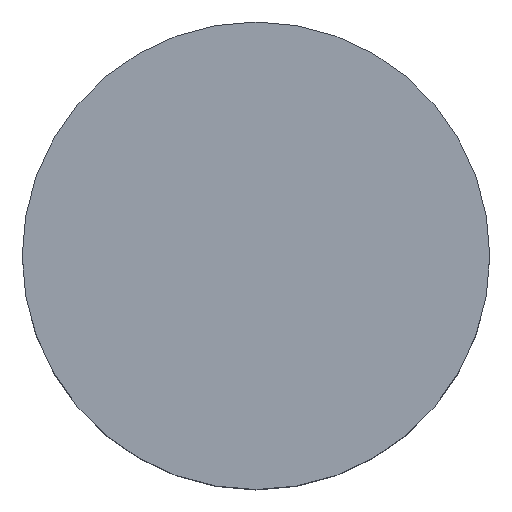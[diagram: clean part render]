
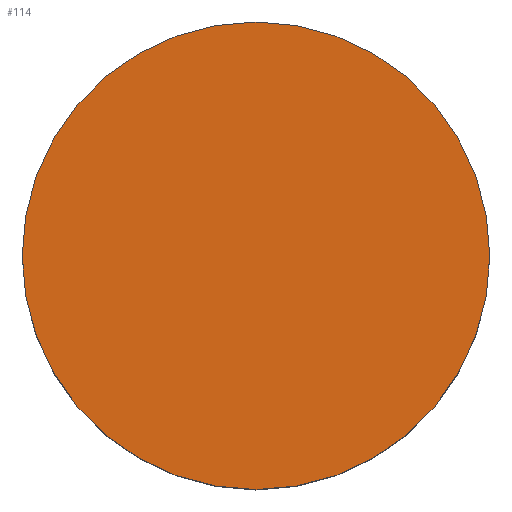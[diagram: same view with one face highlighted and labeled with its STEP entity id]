
A CAD part, top view. The second image highlights one B-rep face of the part: STEP entity #114.
In plain terms, the highlighted planar face has unit normal (0, 0, 1).
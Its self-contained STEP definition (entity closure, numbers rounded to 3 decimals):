
#8 = DIRECTION ( 'NONE',  ( 1., 0., 0. ) ) ;
#11 = CARTESIAN_POINT ( 'NONE',  ( 2., 0., 0. ) ) ;
#18 = CIRCLE ( 'NONE', #28, 2. ) ;
#28 = AXIS2_PLACEMENT_3D ( 'NONE', #143, #251, #8 ) ;
#30 = CARTESIAN_POINT ( 'NONE',  ( 0., 0., 0. ) ) ;
#48 = ORIENTED_EDGE ( 'NONE', *, *, #215, .T. ) ;
#85 = AXIS2_PLACEMENT_3D ( 'NONE', #87, #198, #89 ) ;
#87 = CARTESIAN_POINT ( 'NONE',  ( 0., 0., 0. ) ) ;
#89 = DIRECTION ( 'NONE',  ( 1., 0., 0. ) ) ;
#114 = ADVANCED_FACE ( 'NONE', ( #282 ), #174, .T. ) ;
#118 = CIRCLE ( 'NONE', #85, 2. ) ;
#128 = EDGE_LOOP ( 'NONE', ( #48, #267 ) ) ;
#143 = CARTESIAN_POINT ( 'NONE',  ( 0., 0., 0. ) ) ;
#156 = VERTEX_POINT ( 'NONE', #11 ) ;
#174 = PLANE ( 'NONE',  #231 ) ;
#198 = DIRECTION ( 'NONE',  ( 0., 0., 1. ) ) ;
#210 = CARTESIAN_POINT ( 'NONE',  ( -2., 0., 0. ) ) ;
#215 = EDGE_CURVE ( 'NONE', #156, #319, #18, .T. ) ;
#224 = DIRECTION ( 'NONE',  ( 0., 0., 1. ) ) ;
#225 = EDGE_CURVE ( 'NONE', #319, #156, #118, .T. ) ;
#231 = AXIS2_PLACEMENT_3D ( 'NONE', #30, #224, #248 ) ;
#248 = DIRECTION ( 'NONE',  ( 1., 0., 0. ) ) ;
#251 = DIRECTION ( 'NONE',  ( 0., 0., 1. ) ) ;
#267 = ORIENTED_EDGE ( 'NONE', *, *, #225, .T. ) ;
#282 = FACE_OUTER_BOUND ( 'NONE', #128, .T. ) ;
#319 = VERTEX_POINT ( 'NONE', #210 ) ;
